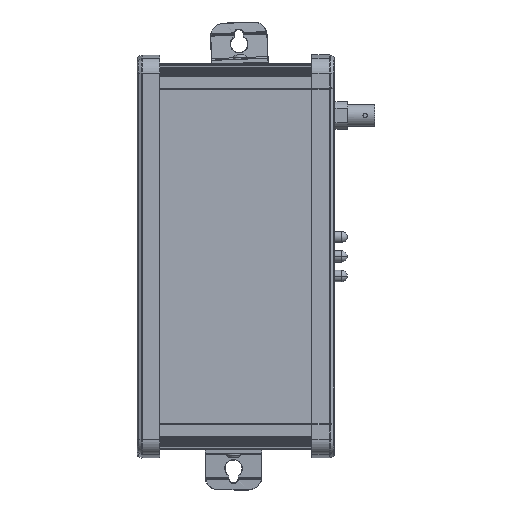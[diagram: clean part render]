
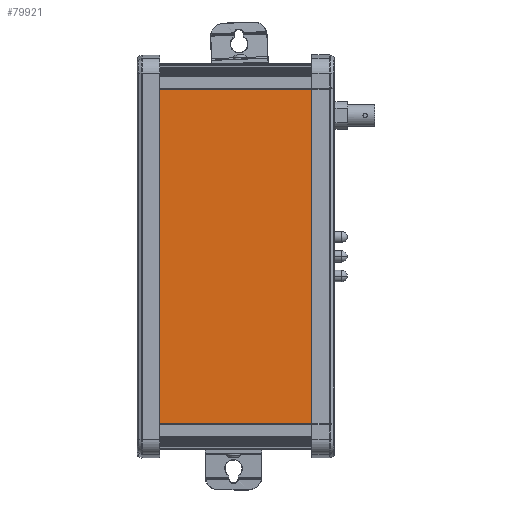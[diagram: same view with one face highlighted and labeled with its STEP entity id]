
A CAD part, top view. The second image highlights one B-rep face of the part: STEP entity #79921.
In plain terms, the highlighted face is planar.
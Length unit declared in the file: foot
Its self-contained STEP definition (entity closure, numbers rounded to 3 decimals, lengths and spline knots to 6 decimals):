
#1334 = CARTESIAN_POINT ( 'NONE',  ( 0.241777, 0.086116, 0.131234 ) ) ;
#1685 = VERTEX_POINT ( 'NONE', #19806 ) ;
#2366 = LINE ( 'NONE', #28880, #26835 ) ;
#3613 = DIRECTION ( 'NONE',  ( -1., 0., 0. ) ) ;
#4257 = ORIENTED_EDGE ( 'NONE', *, *, #44493, .F. ) ;
#9639 = CARTESIAN_POINT ( 'NONE',  ( -0.241777, 0.086116, 0.131234 ) ) ;
#18277 = DIRECTION ( 'NONE',  ( -1., 0., 0. ) ) ;
#18620 = VERTEX_POINT ( 'NONE', #60866 ) ;
#18632 = VECTOR ( 'NONE', #68214, 3.28084 ) ;
#19806 = CARTESIAN_POINT ( 'NONE',  ( -0.241777, 0.086116, -0.131234 ) ) ;
#26030 = DIRECTION ( 'NONE',  ( 0., -1., 0. ) ) ;
#26835 = VECTOR ( 'NONE', #3613, 3.28084 ) ;
#27267 = ORIENTED_EDGE ( 'NONE', *, *, #78917, .F. ) ;
#28657 = DIRECTION ( 'NONE',  ( 0., 0., -1. ) ) ;
#28880 = CARTESIAN_POINT ( 'NONE',  ( 0.241777, 0.086116, -0.131234 ) ) ;
#31146 = VECTOR ( 'NONE', #28657, 3.28084 ) ;
#32392 = CARTESIAN_POINT ( 'NONE',  ( 0.241777, 0.086116, 0.131234 ) ) ;
#38104 = LINE ( 'NONE', #57116, #64078 ) ;
#44493 = EDGE_CURVE ( 'NONE', #58153, #1685, #55619, .T. ) ;
#45727 = EDGE_CURVE ( 'NONE', #18620, #1685, #2366, .T. ) ;
#50926 = EDGE_LOOP ( 'NONE', ( #54853, #4257, #27267, #64104 ) ) ;
#51403 = FACE_OUTER_BOUND ( 'NONE', #50926, .T. ) ;
#51826 = DIRECTION ( 'NONE',  ( 0., 0., -1. ) ) ;
#53929 = CARTESIAN_POINT ( 'NONE',  ( -0.241777, 0.086116, 0.131234 ) ) ;
#54853 = ORIENTED_EDGE ( 'NONE', *, *, #45727, .T. ) ;
#55619 = LINE ( 'NONE', #53929, #18632 ) ;
#57116 = CARTESIAN_POINT ( 'NONE',  ( 0.241777, 0.086116, 0.131234 ) ) ;
#58153 = VERTEX_POINT ( 'NONE', #9639 ) ;
#60357 = LINE ( 'NONE', #1334, #31146 ) ;
#60866 = CARTESIAN_POINT ( 'NONE',  ( 0.241777, 0.086116, -0.131234 ) ) ;
#60918 = VERTEX_POINT ( 'NONE', #78041 ) ;
#64078 = VECTOR ( 'NONE', #18277, 3.28084 ) ;
#64104 = ORIENTED_EDGE ( 'NONE', *, *, #74675, .T. ) ;
#68214 = DIRECTION ( 'NONE',  ( 0., 0., -1. ) ) ;
#70782 = PLANE ( 'NONE',  #76670 ) ;
#74675 = EDGE_CURVE ( 'NONE', #60918, #18620, #60357, .T. ) ;
#76670 = AXIS2_PLACEMENT_3D ( 'NONE', #32392, #26030, #51826 ) ;
#78041 = CARTESIAN_POINT ( 'NONE',  ( 0.241777, 0.086116, 0.131234 ) ) ;
#78917 = EDGE_CURVE ( 'NONE', #60918, #58153, #38104, .T. ) ;
#79921 = ADVANCED_FACE ( 'NONE', ( #51403 ), #70782, .F. ) ;
